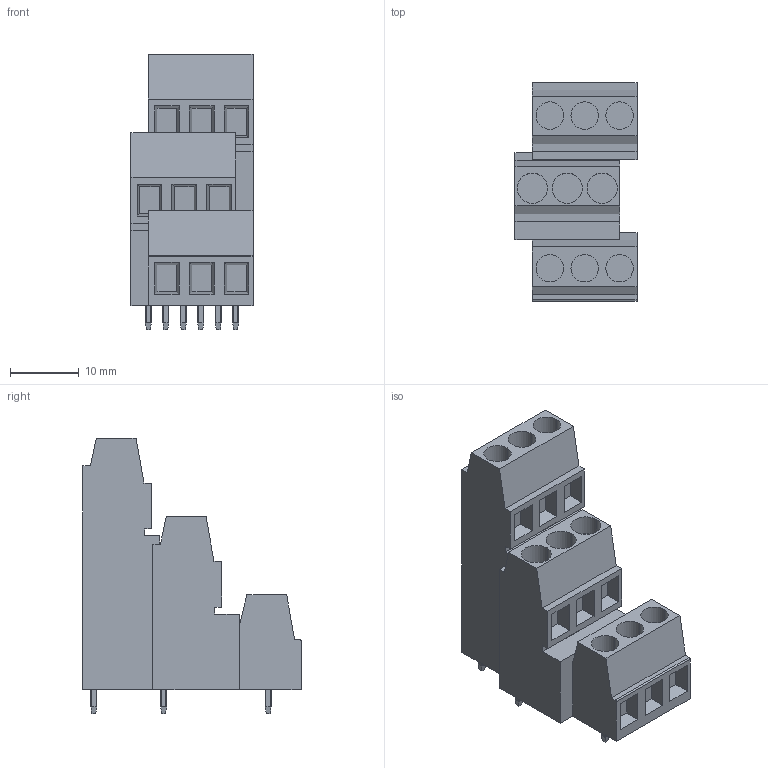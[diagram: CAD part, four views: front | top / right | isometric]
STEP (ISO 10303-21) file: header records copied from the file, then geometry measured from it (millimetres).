
FILE_DESCRIPTION(('CATIA V5 STEP','CAx-IF Rec.Pracs.--- Model Styling and Organization---1.2---2011-12-15'),'2;1');
FILE_NAME ('D1455746_0_1769630000_1769630000.stp','2018-09-08T04:48:08+00:00',('none'),('Weidmueller'),'CATIA Version 5-6 Release 2014','CATIA V5 STEP AP214','none');
FILE_SCHEMA(('AUTOMOTIVE_DESIGN { 1 0 10303 214 1 1 1 1 }'));
Length unit declared in the file: millimetre
Products named in the file (1): 1769630000
Bounding box: 17.78 x 31.8 x 40.1 mm (x, y, z)
Volume: 10583.1 mm3; surface area: 4618.1 mm2
Topology: 10 solids, 10 shells, 235 faces, 591 edges, 394 vertices
Faces by surface type: plane 216, cylinder 19
Entity records: 6403 total; most frequent: CARTESIAN_POINT 1207, ORIENTED_EDGE 1182, DIRECTION 817, EDGE_CURVE 591, VECTOR 481, LINE 481, VERTEX_POINT 394, EDGE_LOOP 253
